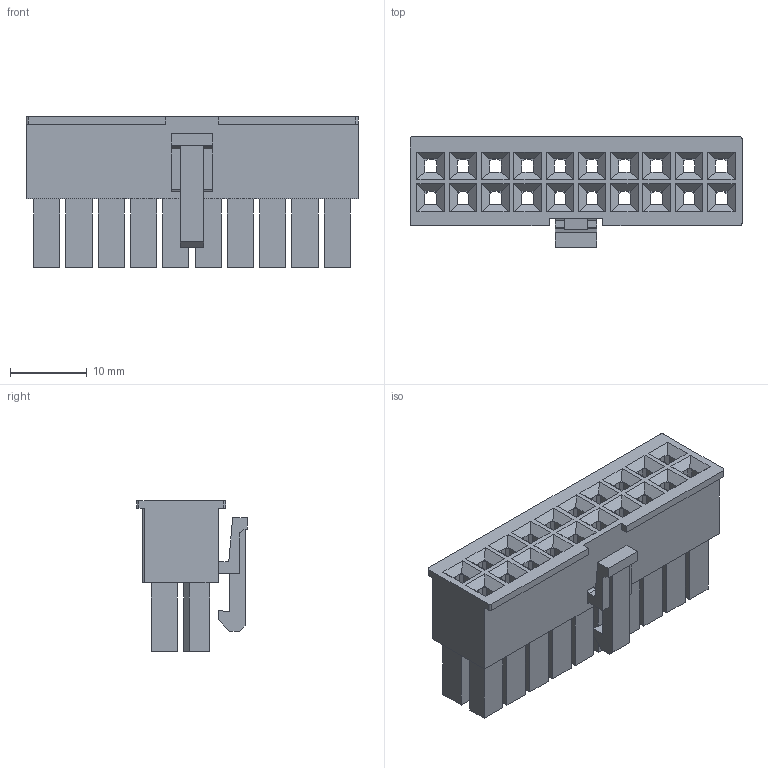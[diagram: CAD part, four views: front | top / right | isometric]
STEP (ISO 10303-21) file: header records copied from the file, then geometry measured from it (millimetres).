
FILE_DESCRIPTION(('FreeCAD Model'),'2;1');
FILE_NAME('039012200.step','2020-01-22T12:12:41',( 'kicad StepUp'),('ksu MCAD'),'Open CASCADE STEP processor 7.3', 'FreeCAD','Unknown');
FILE_SCHEMA(('AUTOMOTIVE_DESIGN { 1 0 10303 214 1 1 1 1 }'));
Length unit declared in the file: millimetre
Products named in the file (1): 039012200
Bounding box: 43.2 x 14.4 x 19.6 mm (x, y, z)
Volume: 5525.1 mm3; surface area: 7124.6 mm2
Topology: 1 solids, 1 shells, 781 faces, 2153 edges, 1394 vertices
Faces by surface type: plane 765, cylinder 16
Entity records: 24292 total; most frequent: CARTESIAN_POINT 4329, ORIENTED_EDGE 4306, DIRECTION 3749, EDGE_CURVE 2153, LINE 2121, VECTOR 2121, VERTEX_POINT 1394, FACE_BOUND 843
